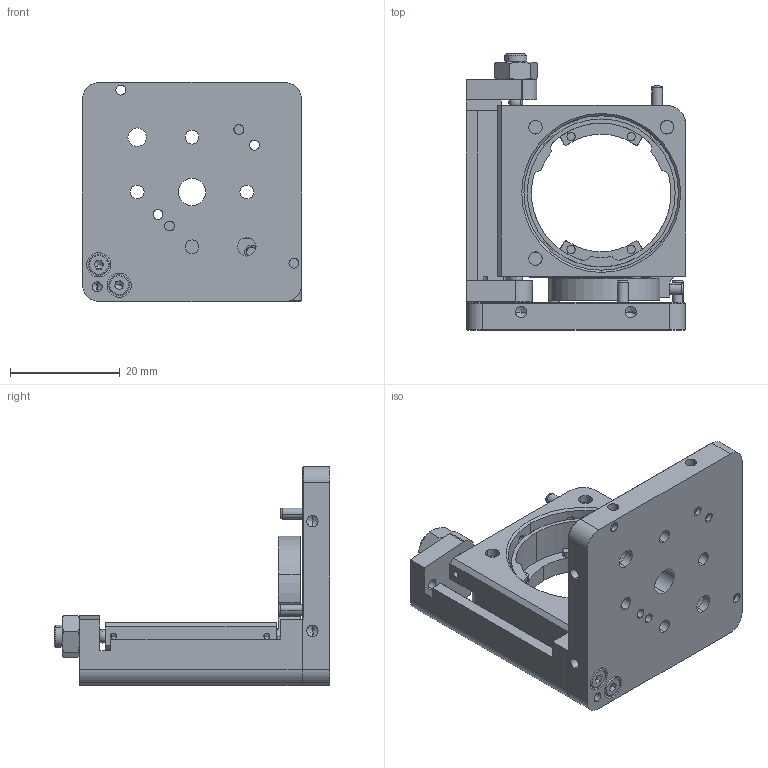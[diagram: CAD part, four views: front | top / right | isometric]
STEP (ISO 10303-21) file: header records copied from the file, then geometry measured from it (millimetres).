
FILE_DESCRIPTION (( 'STEP AP203' ), '1' );
FILE_NAME ('26.040.2603.step', '2011-11-03T10:44:16', ( '' ), ( '' ), 'SwSTEP 2.0', 'SolidWorks 2011', '' );
FILE_SCHEMA (( 'CONFIG_CONTROL_DESIGN' ));
Length unit declared in the file: millimetre
Products named in the file (1): 26.040.2603
Bounding box: 40 x 50.37 x 40 mm (x, y, z)
Volume: 14955.2 mm3; surface area: 14066.6 mm2
Topology: 24 solids, 31 shells, 957 faces, 2308 edges, 1418 vertices
Faces by surface type: cylinder 361, plane 341, cone 198, torus 28, bspline 25, sphere 4
Entity records: 31476 total; most frequent: CARTESIAN_POINT 8749, DIRECTION 4940, ORIENTED_EDGE 4532, EDGE_CURVE 2266, AXIS2_PLACEMENT_3D 1886, VERTEX_POINT 1412, VECTOR 1168, LINE 1168
